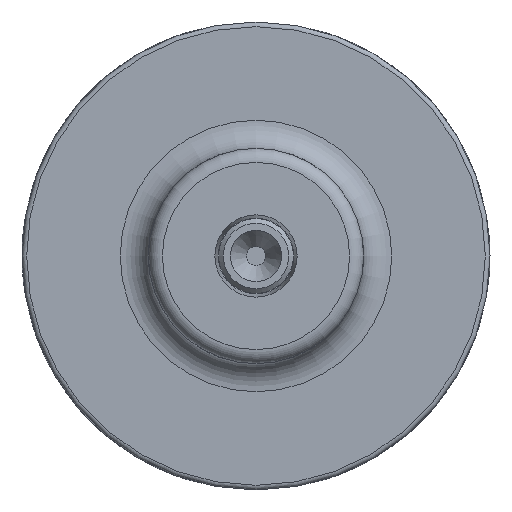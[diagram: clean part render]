
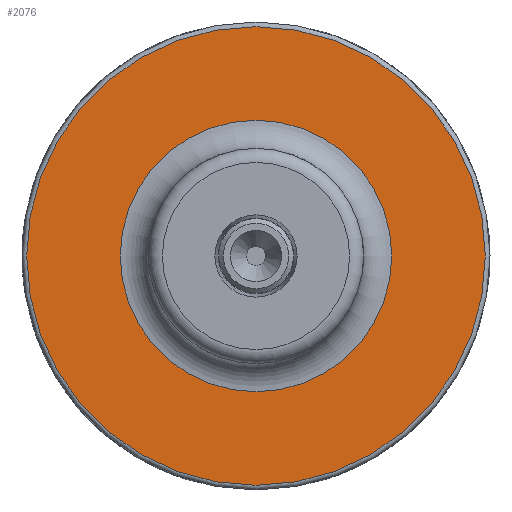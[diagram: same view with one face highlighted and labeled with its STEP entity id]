
A CAD part, left-side view. The second image highlights one B-rep face of the part: STEP entity #2076.
In plain terms, the highlighted planar face has unit normal (-1, 0, 0).
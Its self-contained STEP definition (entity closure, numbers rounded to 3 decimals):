
#2045=CARTESIAN_POINT('',(-20.0,0.0,14.5));
#2046=VERTEX_POINT('',#2045);
#2047=CARTESIAN_POINT('',(-20.0,0.0,0.0));
#2048=DIRECTION('',(-1.0,0.0,0.0));
#2049=DIRECTION('',(0.0,0.0,1.0));
#2050=AXIS2_PLACEMENT_3D('',#2047,#2048,#2049);
#2051=CIRCLE('',#2050,14.5);
#2052=EDGE_CURVE('',#2046,#2046,#2051,.T.);
#2057=CARTESIAN_POINT('',(-20.0,25.0,0.0));
#2058=DIRECTION('',(-1.0,0.0,0.0));
#2059=DIRECTION('',(0.0,0.0,1.0));
#2060=AXIS2_PLACEMENT_3D('',#2057,#2058,#2059);
#2061=PLANE('',#2060);
#2062=CARTESIAN_POINT('',(-20.0,24.5,0.));
#2063=VERTEX_POINT('',#2062);
#2064=CARTESIAN_POINT('',(-20.0,0.0,0.0));
#2065=DIRECTION('',(1.0,0.0,0.0));
#2066=DIRECTION('',(0.0,-1.0,0.0));
#2067=AXIS2_PLACEMENT_3D('',#2064,#2065,#2066);
#2068=CIRCLE('',#2067,24.5);
#2069=EDGE_CURVE('',#2063,#2063,#2068,.T.);
#2070=ORIENTED_EDGE('',*,*,#2069,.F.);
#2071=EDGE_LOOP('',(#2070));
#2072=FACE_OUTER_BOUND('',#2071,.T.);
#2073=ORIENTED_EDGE('',*,*,#2052,.F.);
#2074=EDGE_LOOP('',(#2073));
#2075=FACE_BOUND('',#2074,.T.);
#2076=ADVANCED_FACE('',(#2072,#2075),#2061,.T.);
